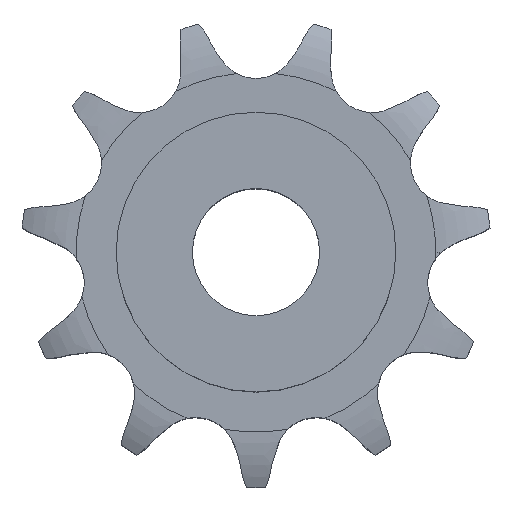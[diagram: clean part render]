
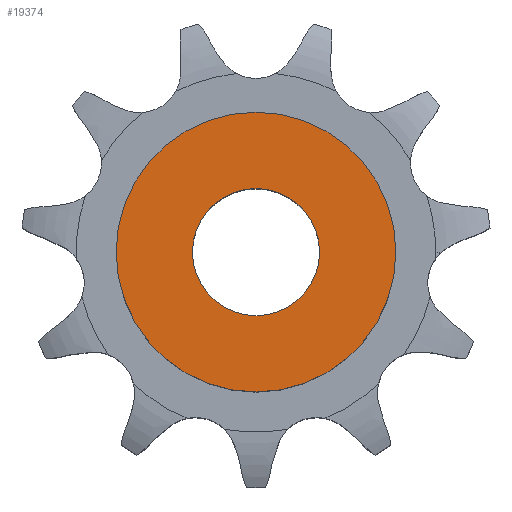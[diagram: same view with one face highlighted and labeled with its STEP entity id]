
A CAD part, top view. The second image highlights one B-rep face of the part: STEP entity #19374.
In plain terms, the highlighted planar face has unit normal (0, 0, 1).
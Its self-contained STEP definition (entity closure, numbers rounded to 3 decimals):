
#10474 = CYLINDRICAL_SURFACE('',#10475,5.);
#10475 = AXIS2_PLACEMENT_3D('',#10476,#10477,#10478);
#10476 = CARTESIAN_POINT('',(0.,0.,66.494));
#10477 = DIRECTION('',(0.,0.,1.));
#10478 = DIRECTION('',(1.,0.,0.));
#13259 = EDGE_CURVE('',#13260,#13260,#13262,.T.);
#13260 = VERTEX_POINT('',#13261);
#13261 = CARTESIAN_POINT('',(5.,0.,25.));
#13262 = SURFACE_CURVE('',#13263,(#13268,#13275),.PCURVE_S1.);
#13263 = CIRCLE('',#13264,5.);
#13264 = AXIS2_PLACEMENT_3D('',#13265,#13266,#13267);
#13265 = CARTESIAN_POINT('',(0.,0.,25.));
#13266 = DIRECTION('',(0.,0.,1.));
#13267 = DIRECTION('',(1.,0.,0.));
#13268 = PCURVE('',#10474,#13269);
#13269 = DEFINITIONAL_REPRESENTATION('',(#13270),#13274);
#13270 = LINE('',#13271,#13272);
#13271 = CARTESIAN_POINT('',(0.,-41.494));
#13272 = VECTOR('',#13273,1.);
#13273 = DIRECTION('',(1.,0.));
#13274 = ( GEOMETRIC_REPRESENTATION_CONTEXT(2) 
PARAMETRIC_REPRESENTATION_CONTEXT() REPRESENTATION_CONTEXT('2D SPACE',''
  ) );
#13275 = PCURVE('',#13276,#13281);
#13276 = PLANE('',#13277);
#13277 = AXIS2_PLACEMENT_3D('',#13278,#13279,#13280);
#13278 = CARTESIAN_POINT('',(0.,0.,25.
    ));
#13279 = DIRECTION('',(0.,0.,1.));
#13280 = DIRECTION('',(1.,0.,0.));
#13281 = DEFINITIONAL_REPRESENTATION('',(#13282),#13286);
#13282 = CIRCLE('',#13283,5.);
#13283 = AXIS2_PLACEMENT_2D('',#13284,#13285);
#13284 = CARTESIAN_POINT('',(0.,0.));
#13285 = DIRECTION('',(1.,0.));
#13286 = ( GEOMETRIC_REPRESENTATION_CONTEXT(2) 
PARAMETRIC_REPRESENTATION_CONTEXT() REPRESENTATION_CONTEXT('2D SPACE',''
  ) );
#19374 = ADVANCED_FACE('',(#19375,#19406),#13276,.T.);
#19375 = FACE_BOUND('',#19376,.T.);
#19376 = EDGE_LOOP('',(#19377));
#19377 = ORIENTED_EDGE('',*,*,#19378,.T.);
#19378 = EDGE_CURVE('',#19379,#19379,#19381,.T.);
#19379 = VERTEX_POINT('',#19380);
#19380 = CARTESIAN_POINT('',(11.,0.,25.));
#19381 = SURFACE_CURVE('',#19382,(#19387,#19394),.PCURVE_S1.);
#19382 = CIRCLE('',#19383,11.);
#19383 = AXIS2_PLACEMENT_3D('',#19384,#19385,#19386);
#19384 = CARTESIAN_POINT('',(0.,0.,25.));
#19385 = DIRECTION('',(0.,0.,1.));
#19386 = DIRECTION('',(1.,0.,0.));
#19387 = PCURVE('',#13276,#19388);
#19388 = DEFINITIONAL_REPRESENTATION('',(#19389),#19393);
#19389 = CIRCLE('',#19390,11.);
#19390 = AXIS2_PLACEMENT_2D('',#19391,#19392);
#19391 = CARTESIAN_POINT('',(0.,0.));
#19392 = DIRECTION('',(1.,0.));
#19393 = ( GEOMETRIC_REPRESENTATION_CONTEXT(2) 
PARAMETRIC_REPRESENTATION_CONTEXT() REPRESENTATION_CONTEXT('2D SPACE',''
  ) );
#19394 = PCURVE('',#19395,#19400);
#19395 = CYLINDRICAL_SURFACE('',#19396,11.);
#19396 = AXIS2_PLACEMENT_3D('',#19397,#19398,#19399);
#19397 = CARTESIAN_POINT('',(0.,0.,0.));
#19398 = DIRECTION('',(-0.,-0.,-1.));
#19399 = DIRECTION('',(1.,0.,0.));
#19400 = DEFINITIONAL_REPRESENTATION('',(#19401),#19405);
#19401 = LINE('',#19402,#19403);
#19402 = CARTESIAN_POINT('',(-0.,-25.));
#19403 = VECTOR('',#19404,1.);
#19404 = DIRECTION('',(-1.,0.));
#19405 = ( GEOMETRIC_REPRESENTATION_CONTEXT(2) 
PARAMETRIC_REPRESENTATION_CONTEXT() REPRESENTATION_CONTEXT('2D SPACE',''
  ) );
#19406 = FACE_BOUND('',#19407,.T.);
#19407 = EDGE_LOOP('',(#19408));
#19408 = ORIENTED_EDGE('',*,*,#13259,.F.);
